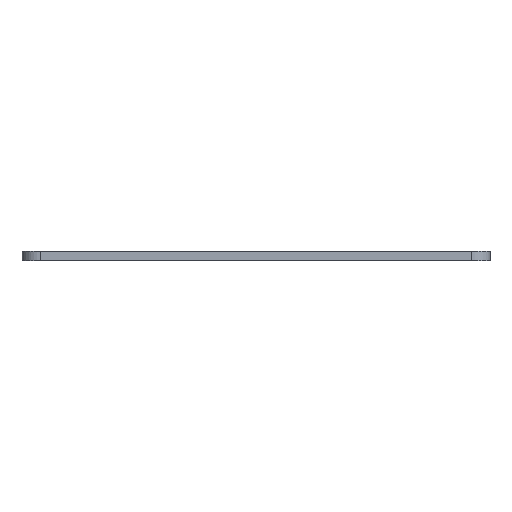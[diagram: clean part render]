
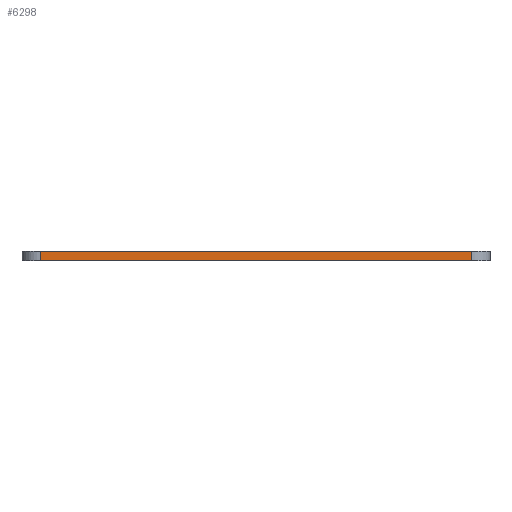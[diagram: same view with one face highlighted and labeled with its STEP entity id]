
A CAD part, left-side view. The second image highlights one B-rep face of the part: STEP entity #6298.
In plain terms, the highlighted planar face has unit normal (-1, 0, 0).
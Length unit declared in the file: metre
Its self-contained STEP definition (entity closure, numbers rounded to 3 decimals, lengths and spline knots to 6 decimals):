
#269=PLANE('',#6821);
#1416=ORIENTED_EDGE('',*,*,#3167,.F.);
#1417=ORIENTED_EDGE('',*,*,#3168,.T.);
#1418=ORIENTED_EDGE('',*,*,#3169,.T.);
#1419=ORIENTED_EDGE('',*,*,#3170,.T.);
#3167=EDGE_CURVE('',#3956,#3957,#4485,.T.);
#3168=EDGE_CURVE('',#3956,#3958,#4486,.T.);
#3169=EDGE_CURVE('',#3958,#3959,#4487,.T.);
#3170=EDGE_CURVE('',#3959,#3957,#4488,.F.);
#3956=VERTEX_POINT('',#10388);
#3957=VERTEX_POINT('',#10389);
#3958=VERTEX_POINT('',#10391);
#3959=VERTEX_POINT('',#10393);
#4485=LINE('',#10387,#4969);
#4486=LINE('',#10390,#4970);
#4487=LINE('',#10392,#4971);
#4488=LINE('',#10394,#4972);
#4969=VECTOR('',#8079,1.);
#4970=VECTOR('',#8080,1.);
#4971=VECTOR('',#8081,1.);
#4972=VECTOR('',#8082,1.);
#5350=EDGE_LOOP('',(#1416,#1417,#1418,#1419));
#5740=FACE_BOUND('',#5350,.T.);
#6298=ADVANCED_FACE('',(#5740),#269,.F.);
#6821=AXIS2_PLACEMENT_3D('',#10386,#8077,#8078);
#8077=DIRECTION('',(1.,0.,0.));
#8078=DIRECTION('',(0.,0.,-1.));
#8079=DIRECTION('',(0.,-1.,0.));
#8080=DIRECTION('',(0.,0.,-1.));
#8081=DIRECTION('',(0.,-1.,0.));
#8082=DIRECTION('',(0.,0.,-1.));
#10386=CARTESIAN_POINT('',(-0.049075,0.008475,0.0015));
#10387=CARTESIAN_POINT('',(-0.049075,0.008475,0.0015));
#10388=CARTESIAN_POINT('',(-0.049075,0.043575,0.0015));
#10389=CARTESIAN_POINT('',(-0.049075,-0.026625,0.0015));
#10390=CARTESIAN_POINT('',(-0.049075,0.043575,0.));
#10391=CARTESIAN_POINT('',(-0.049075,0.043575,0.));
#10392=CARTESIAN_POINT('',(-0.049075,0.008475,0.));
#10393=CARTESIAN_POINT('',(-0.049075,-0.026625,0.));
#10394=CARTESIAN_POINT('',(-0.049075,-0.026625,0.0015));
